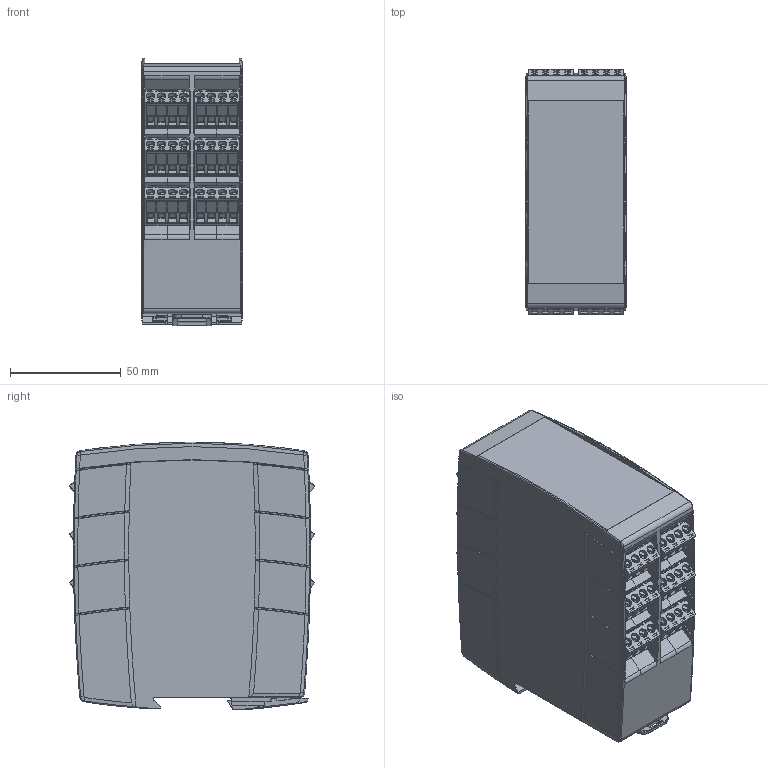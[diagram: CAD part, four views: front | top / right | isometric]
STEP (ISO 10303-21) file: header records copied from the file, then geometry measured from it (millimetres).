
FILE_DESCRIPTION (( 'STEP AP214' ), '1' );
FILE_NAME ('PS_UH5947.STEP', '2024-06-11T12:48:24', ( '' ), ( '' ), 'SwSTEP 2.0', 'SolidWorks 2023', '' );
FILE_SCHEMA (( 'AUTOMOTIVE_DESIGN' ));
Length unit declared in the file: inch
Products named in the file (1): PS_UH5947
Bounding box: 45.3 x 110.79 x 120.7 mm (x, y, z)
Volume: 524416.9 mm3; surface area: 71352.1 mm2
Topology: 1 solids, 1 shells, 2796 faces, 7516 edges, 4828 vertices
Faces by surface type: plane 2430, cylinder 227, cone 110, bspline 27, torus 2
Full cylindrical faces by diameter (mm): 3.783 x48, 4 x48
Entity records: 127243 total; most frequent: CARTESIAN_POINT 60480, ORIENTED_EDGE 14656, DIRECTION 12165, EDGE_CURVE 7328, LINE 5517, VECTOR 5517, VERTEX_POINT 4736, AXIS2_PLACEMENT_3D 3324
